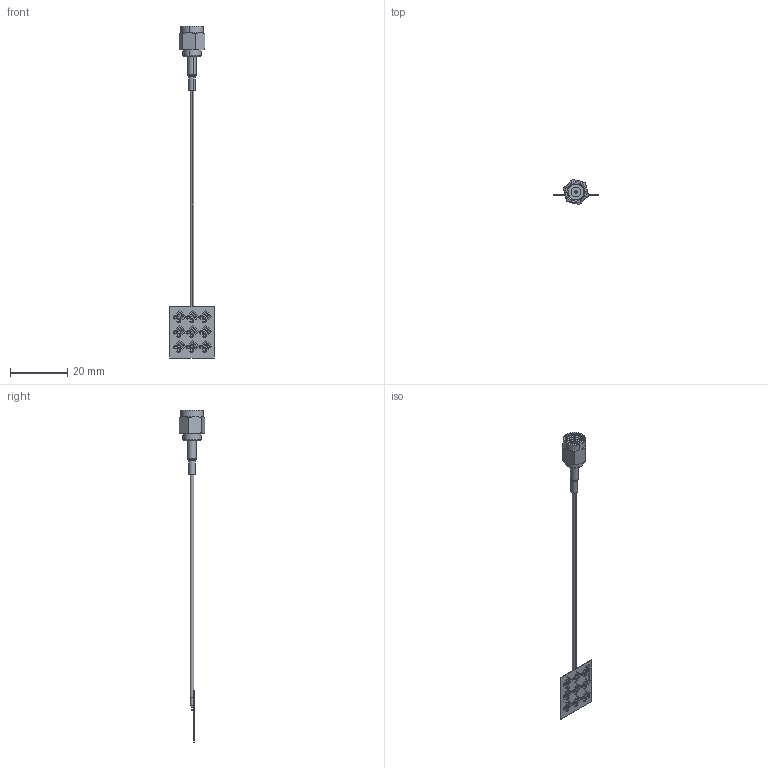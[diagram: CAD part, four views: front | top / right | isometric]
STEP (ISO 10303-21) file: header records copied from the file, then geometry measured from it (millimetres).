
FILE_DESCRIPTION (( 'STEP AP214' ), '1' );
FILE_NAME ('FXUWB01.01.0090C_web.STEP', '2022-03-15T16:43:51', ( '' ), ( '' ), 'SwSTEP 2.0', 'SolidWorks 2018', '' );
FILE_SCHEMA (( 'AUTOMOTIVE_DESIGN' ));
Length unit declared in the file: millimetre
Products named in the file (1): FXUWB01.01.0090C_web
Bounding box: 15.5 x 8.95 x 116.35 mm (x, y, z)
Surface area: 1549.6 mm2 (no closed solid volume)
Topology: 0 solids, 33 shells, 235 faces, 2029 edges, 1796 vertices
Faces by surface type: plane 146, bspline 41, cylinder 32, cone 8, torus 8
Entity records: 31608 total; most frequent: CARTESIAN_POINT 16871, ORIENTED_EDGE 2361, EDGE_CURVE 2029, VERTEX_POINT 1796, DIRECTION 1540, VECTOR 1002, LINE 1002, B_SPLINE_CURVE_WITH_KNOTS 928
